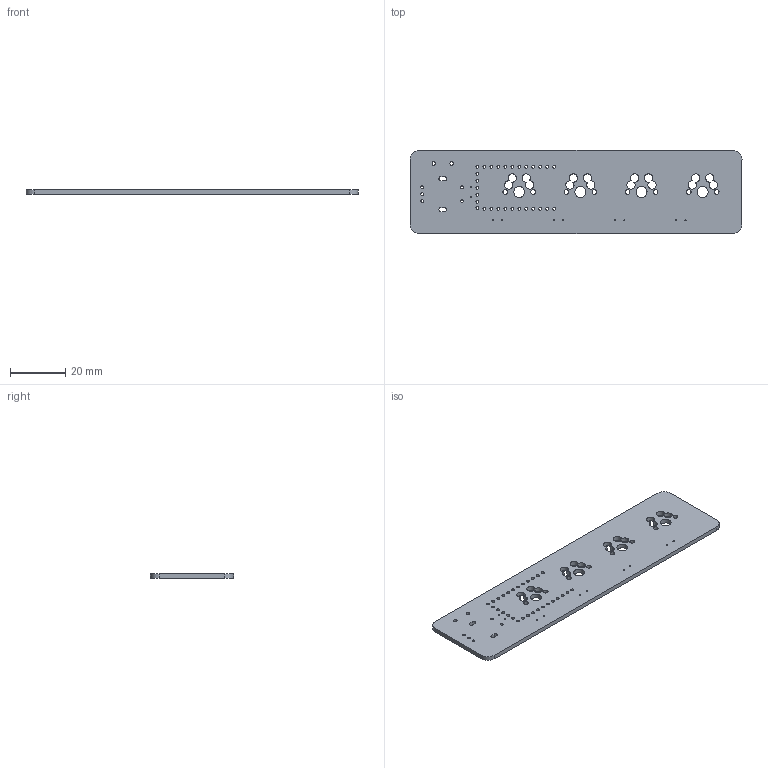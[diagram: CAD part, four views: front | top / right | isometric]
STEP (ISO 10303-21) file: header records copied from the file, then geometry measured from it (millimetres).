
FILE_DESCRIPTION(('KiCad electronic assembly'),'2;1');
FILE_NAME('Desk_Macropad.step','2022-02-13T18:44:16',('Pcbnew'),('Kicad' ),'Open CASCADE STEP processor 7.5','KiCad to STEP converter', 'Unknown');
FILE_SCHEMA(('AUTOMOTIVE_DESIGN { 1 0 10303 214 1 1 1 1 }'));
Length unit declared in the file: millimetre
Products named in the file (2): Desk_Macropad 1; _autosave-Desk_Macropad PCB
Assembly tree (1 placements, depth 2):
  Desk_Macropad 1
    _autosave-Desk_Macropad PCB
Bounding box: 120.65 x 30.16 x 1.6 mm (x, y, z)
Volume: 5451.7 mm3; surface area: 7894.3 mm2
Topology: 1 solids, 1 shells, 108 faces, 318 edges, 212 vertices
Faces by surface type: cylinder 98, plane 10
Full cylindrical faces by diameter (mm): 0.4 x10, 1 x5, 1.092 x29, 1.3 x2, 1.7 x8, 4 x4
Entity records: 8139 total; most frequent: DIRECTION 1338, CARTESIAN_POINT 1308, ORIENTED_EDGE 636, PCURVE 636, DEFINITIONAL_REPRESENTATION 636, LINE 530, VECTOR 530, CIRCLE 392
